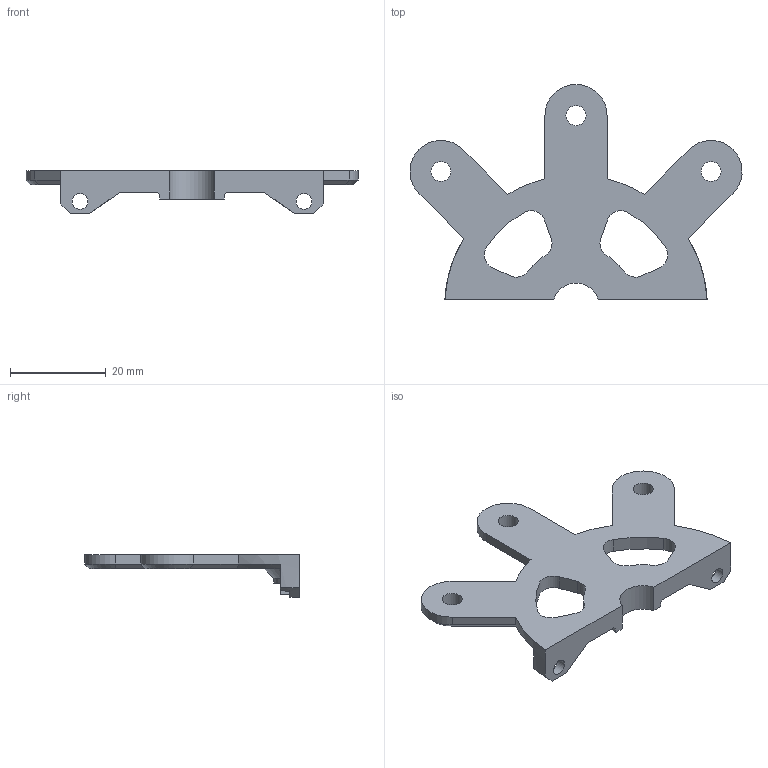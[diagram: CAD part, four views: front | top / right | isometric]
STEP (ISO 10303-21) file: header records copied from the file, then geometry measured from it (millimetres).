
FILE_DESCRIPTION(/* description */ (''),/* implementation_level */ '2;1');
FILE_NAME(/* name */ 'AUT_IMS_Antenna_Fixture.stp',/* time_stamp */ '2025-01-19T14:27:18+01:00',/* author */ ('nilsb'),/* organization */ (''),/* preprocessor_version */ 'ST-DEVELOPER v19.2',/* originating_system */ 'Autodesk Inventor 2023',/* authorisation */ '');
FILE_SCHEMA (('AUTOMOTIVE_DESIGN { 1 0 10303 214 3 1 1 }'));
Length unit declared in the file: millimetre
Products named in the file (1): AUT_IMS_Antenna_Fixture
Bounding box: 69.52 x 45 x 9 mm (x, y, z)
Volume: 4771.9 mm3; surface area: 4411.8 mm2
Topology: 1 solids, 1 shells, 82 faces, 227 edges, 147 vertices
Faces by surface type: plane 46, cylinder 26, cone 10
Full cylindrical faces by diameter (mm): 3.3 x2, 4.2 x3
Entity records: 2694 total; most frequent: CARTESIAN_POINT 505, ORIENTED_EDGE 454, DIRECTION 439, EDGE_CURVE 227, AXIS2_PLACEMENT_3D 150, VERTEX_POINT 147, LINE 139, VECTOR 139
